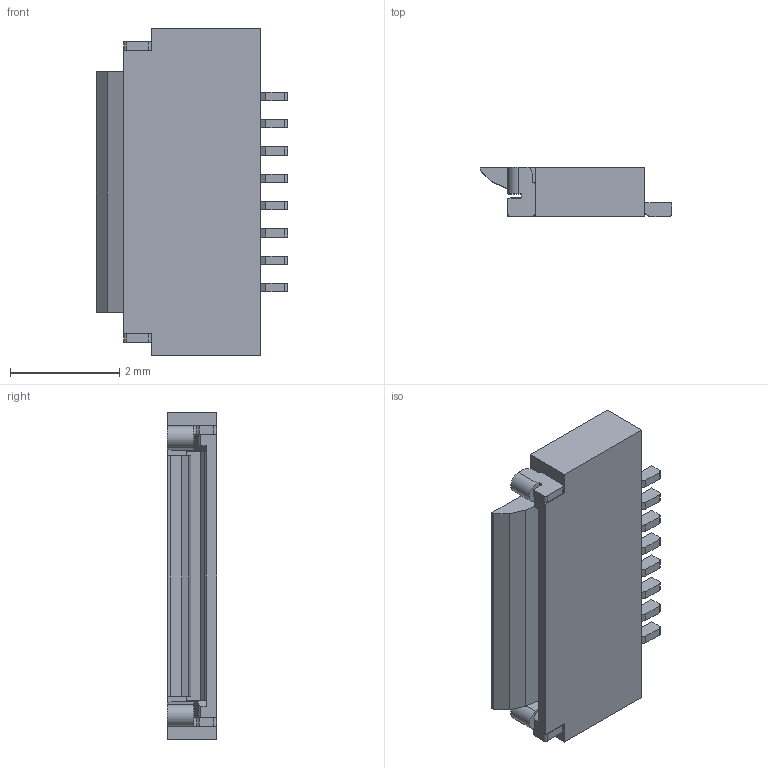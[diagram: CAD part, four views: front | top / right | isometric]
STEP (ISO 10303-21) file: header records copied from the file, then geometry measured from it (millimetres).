
FILE_DESCRIPTION(/* description */ (''),/* implementation_level */ '2;1');
FILE_NAME(/* name */ 'FH19C-8S-0.step',/* time_stamp */ '2018-09-21T22:16:16+10:00',/* author */ (''),/* organization */ (''),/* preprocessor_version */ 'ST-DEVELOPER v17.2',/* originating_system */ 'Autodesk Translation Framework v7.6.0.251',/* authorisation */ '');
FILE_SCHEMA (('AUTOMOTIVE_DESIGN { 1 0 10303 214 3 1 1 }'));
Length unit declared in the file: millimetre
Products named in the file (2): FH19C-8S-0 (1); FH19C-8S-0
Assembly tree (1 placements, depth 2):
  FH19C-8S-0 (1)
    FH19C-8S-0
Bounding box: 3.5 x 0.9 x 6 mm (x, y, z)
Volume: 10.7 mm3; surface area: 79.8 mm2
Topology: 1 solids, 1 shells, 231 faces, 705 edges, 468 vertices
Faces by surface type: plane 165, cylinder 66
Entity records: 8145 total; most frequent: ORIENTED_EDGE 1410, CARTESIAN_POINT 1407, DIRECTION 1305, EDGE_CURVE 705, LINE 573, VECTOR 573, VERTEX_POINT 468, AXIS2_PLACEMENT_3D 366
